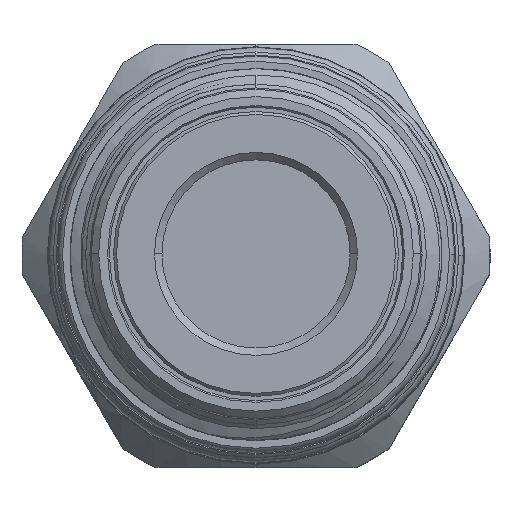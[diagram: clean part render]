
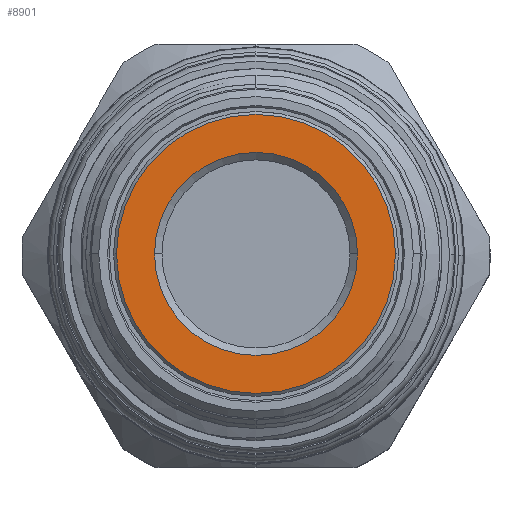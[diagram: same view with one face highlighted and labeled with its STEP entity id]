
A CAD part, top view. The second image highlights one B-rep face of the part: STEP entity #8901.
In plain terms, the highlighted planar face has unit normal (0, 0, 1).
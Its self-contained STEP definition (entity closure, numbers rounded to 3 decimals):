
#490 = VERTEX_POINT ( 'NONE', #12034 ) ;
#553 = CIRCLE ( 'NONE', #13621, 6.85 ) ;
#1012 = DIRECTION ( 'NONE',  ( -1., 0., 0. ) ) ;
#2418 = PLANE ( 'NONE',  #13289 ) ;
#3914 = FACE_OUTER_BOUND ( 'NONE', #10412, .T. ) ;
#4817 = DIRECTION ( 'NONE',  ( 0., 0., 1. ) ) ;
#4892 = CARTESIAN_POINT ( 'NONE',  ( 9.615, 0., 19. ) ) ;
#5193 = DIRECTION ( 'NONE',  ( 1., 0., 0. ) ) ;
#5272 = DIRECTION ( 'NONE',  ( 1., 0., 0. ) ) ;
#5297 = AXIS2_PLACEMENT_3D ( 'NONE', #11416, #10092, #1012 ) ;
#5489 = FACE_BOUND ( 'NONE', #7464, .T. ) ;
#5725 = EDGE_CURVE ( 'NONE', #13352, #14941, #15906, .T. ) ;
#6096 = DIRECTION ( 'NONE',  ( -1., 0., 0. ) ) ;
#6424 = DIRECTION ( 'NONE',  ( 0., 0., -1. ) ) ;
#6634 = DIRECTION ( 'NONE',  ( 0., 0., -1. ) ) ;
#7464 = EDGE_LOOP ( 'NONE', ( #10115, #9231 ) ) ;
#7640 = ORIENTED_EDGE ( 'NONE', *, *, #9441, .T. ) ;
#8901 = ADVANCED_FACE ( 'NONE', ( #3914, #5489 ), #2418, .T. ) ;
#9231 = ORIENTED_EDGE ( 'NONE', *, *, #11362, .T. ) ;
#9441 = EDGE_CURVE ( 'NONE', #14707, #490, #13266, .T. ) ;
#9919 = CARTESIAN_POINT ( 'NONE',  ( 0., 0., 19. ) ) ;
#10092 = DIRECTION ( 'NONE',  ( 0., 0., 1. ) ) ;
#10115 = ORIENTED_EDGE ( 'NONE', *, *, #5725, .T. ) ;
#10189 = CARTESIAN_POINT ( 'NONE',  ( 0., 0., 19. ) ) ;
#10243 = CIRCLE ( 'NONE', #5297, 9.415 ) ;
#10412 = EDGE_LOOP ( 'NONE', ( #7640, #14882 ) ) ;
#10553 = AXIS2_PLACEMENT_3D ( 'NONE', #14237, #6634, #5272 ) ;
#11362 = EDGE_CURVE ( 'NONE', #14941, #13352, #553, .T. ) ;
#11416 = CARTESIAN_POINT ( 'NONE',  ( 0., 0., 19. ) ) ;
#12034 = CARTESIAN_POINT ( 'NONE',  ( -9.415, 0., 19. ) ) ;
#12419 = EDGE_CURVE ( 'NONE', #490, #14707, #10243, .T. ) ;
#12613 = CARTESIAN_POINT ( 'NONE',  ( 9.415, 0., 19. ) ) ;
#13266 = CIRCLE ( 'NONE', #14668, 9.415 ) ;
#13289 = AXIS2_PLACEMENT_3D ( 'NONE', #4892, #13689, #16366 ) ;
#13352 = VERTEX_POINT ( 'NONE', #16556 ) ;
#13621 = AXIS2_PLACEMENT_3D ( 'NONE', #10189, #6424, #5193 ) ;
#13689 = DIRECTION ( 'NONE',  ( 0., 0., 1. ) ) ;
#13927 = CARTESIAN_POINT ( 'NONE',  ( 6.85, 0., 19. ) ) ;
#14237 = CARTESIAN_POINT ( 'NONE',  ( 0., 0., 19. ) ) ;
#14668 = AXIS2_PLACEMENT_3D ( 'NONE', #9919, #4817, #6096 ) ;
#14707 = VERTEX_POINT ( 'NONE', #12613 ) ;
#14882 = ORIENTED_EDGE ( 'NONE', *, *, #12419, .T. ) ;
#14941 = VERTEX_POINT ( 'NONE', #13927 ) ;
#15906 = CIRCLE ( 'NONE', #10553, 6.85 ) ;
#16366 = DIRECTION ( 'NONE',  ( -1., 0., 0. ) ) ;
#16556 = CARTESIAN_POINT ( 'NONE',  ( -6.85, 0., 19. ) ) ;
